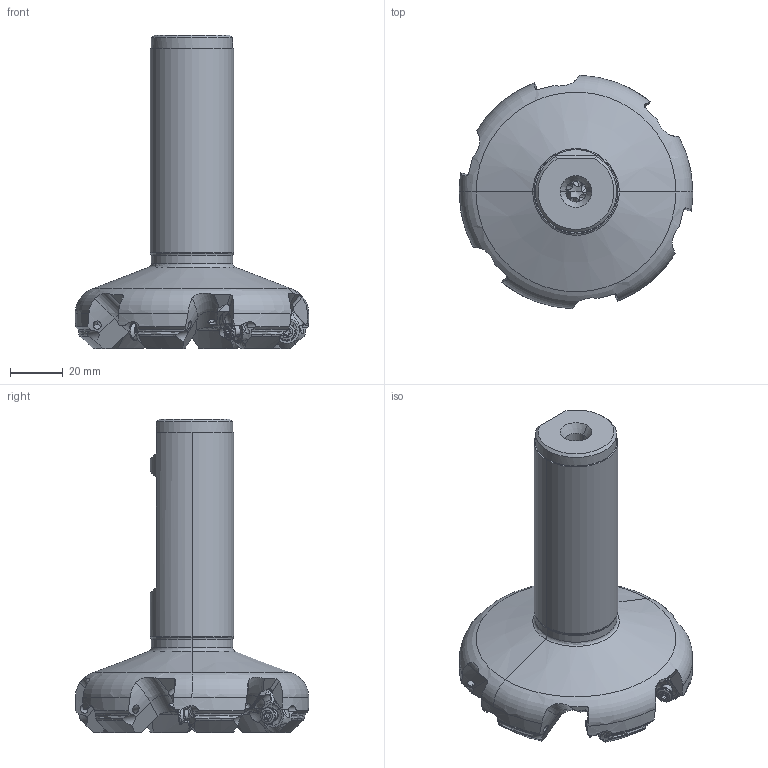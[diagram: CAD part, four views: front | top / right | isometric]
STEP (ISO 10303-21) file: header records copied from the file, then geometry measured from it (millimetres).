
FILE_DESCRIPTION(/* description */ (''),/* implementation_level */ '2;1');
FILE_NAME(/* name */ 'WSX445UR4806FA20M.stp',/* time_stamp */ '2025-07-03T15:45:17+09:00',/* author */ (''),/* organization */ (''),/* preprocessor_version */ 'ST-DEVELOPER v18.101',/* originating_system */ 'SIEMENS PLM Software NX 2011',/* authorisation */ '');
FILE_SCHEMA (('AUTOMOTIVE_DESIGN { 1 0 10303 214 3 1 1 1 }'));
Length unit declared in the file: millimetre
Products named in the file (1): WSX445UR4806FA20M_ASM
Bounding box: 88.48 x 88.43 x 118.9 mm (x, y, z)
Volume: 164293.1 mm3; surface area: 33030.8 mm2
Topology: 7 solids, 7 shells, 901 faces, 2475 edges, 1575 vertices
Faces by surface type: cylinder 345, plane 201, torus 198, cone 55, bspline 48, sphere 30, extrusion 24
Entity records: 37705 total; most frequent: CARTESIAN_POINT 16672, ORIENTED_EDGE 4900, DIRECTION 3631, EDGE_CURVE 2450, VERTEX_POINT 1566, AXIS2_PLACEMENT_3D 1493, B_SPLINE_CURVE_WITH_KNOTS 1221, EDGE_LOOP 928
